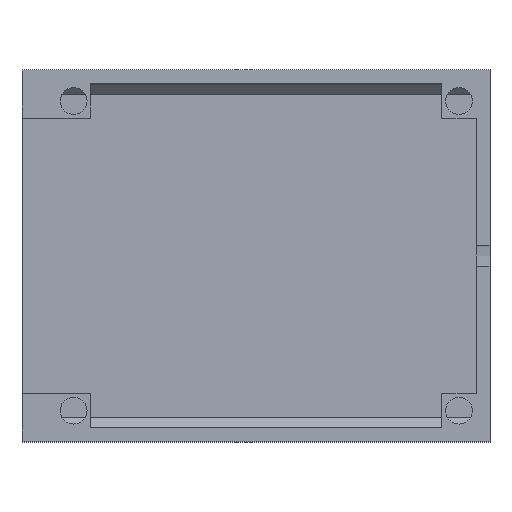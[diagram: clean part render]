
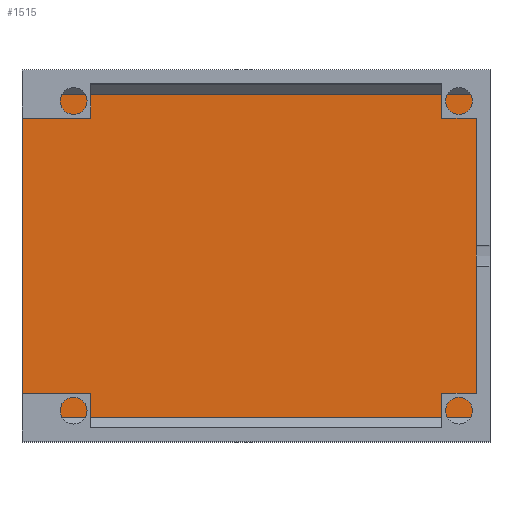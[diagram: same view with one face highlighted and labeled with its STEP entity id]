
A CAD part, top view. The second image highlights one B-rep face of the part: STEP entity #1515.
In plain terms, the highlighted planar face has unit normal (0, 0, 1).
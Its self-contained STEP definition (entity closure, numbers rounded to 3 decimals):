
#747=CARTESIAN_POINT('Vertex',(32.,25.,2.)) ;
#750=CARTESIAN_POINT('Line Origine',(32.,0.,2.)) ;
#754=CARTESIAN_POINT('Vertex',(32.,-25.,2.)) ;
#1440=CARTESIAN_POINT('Vertex',(-34.,20.,2.)) ;
#1443=CARTESIAN_POINT('Line Origine',(-31.5,20.,2.)) ;
#1447=CARTESIAN_POINT('Vertex',(-29.,20.,2.)) ;
#1462=CARTESIAN_POINT('Axis2P3D Location',(0.,0.,2.)) ;
#1467=CARTESIAN_POINT('Line Origine',(1.5,-25.,2.)) ;
#1471=CARTESIAN_POINT('Vertex',(-29.,-25.,2.)) ;
#1474=CARTESIAN_POINT('Line Origine',(1.5,25.,2.)) ;
#1478=CARTESIAN_POINT('Vertex',(-29.,25.,2.)) ;
#1481=CARTESIAN_POINT('Line Origine',(-29.,22.5,2.)) ;
#1486=CARTESIAN_POINT('Line Origine',(-34.,0.,2.)) ;
#1490=CARTESIAN_POINT('Vertex',(-34.,-20.,2.)) ;
#1493=CARTESIAN_POINT('Line Origine',(-31.5,-20.,2.)) ;
#1497=CARTESIAN_POINT('Vertex',(-29.,-20.,2.)) ;
#1500=CARTESIAN_POINT('Line Origine',(-29.,-22.5,2.)) ;
#751=DIRECTION('Vector Direction',(0.,-1.,0.)) ;
#1444=DIRECTION('Vector Direction',(-1.,0.,0.)) ;
#1463=DIRECTION('Axis2P3D Direction',(0.,0.,1.)) ;
#1464=DIRECTION('Axis2P3D XDirection',(1.,0.,0.)) ;
#1468=DIRECTION('Vector Direction',(1.,0.,0.)) ;
#1475=DIRECTION('Vector Direction',(1.,0.,0.)) ;
#1482=DIRECTION('Vector Direction',(0.,-1.,0.)) ;
#1487=DIRECTION('Vector Direction',(0.,1.,0.)) ;
#1494=DIRECTION('Vector Direction',(-1.,0.,0.)) ;
#1501=DIRECTION('Vector Direction',(0.,1.,0.)) ;
#1465=AXIS2_PLACEMENT_3D('Plane Axis2P3D',#1462,#1463,#1464) ;
#1506=ORIENTED_EDGE('',*,*,#1473,.T.) ;
#1507=ORIENTED_EDGE('',*,*,#756,.T.) ;
#1508=ORIENTED_EDGE('',*,*,#1480,.F.) ;
#1509=ORIENTED_EDGE('',*,*,#1485,.T.) ;
#1510=ORIENTED_EDGE('',*,*,#1449,.F.) ;
#1511=ORIENTED_EDGE('',*,*,#1492,.T.) ;
#1512=ORIENTED_EDGE('',*,*,#1499,.T.) ;
#1513=ORIENTED_EDGE('',*,*,#1504,.F.) ;
#752=VECTOR('Line Direction',#751,1.) ;
#1445=VECTOR('Line Direction',#1444,1.) ;
#1469=VECTOR('Line Direction',#1468,1.) ;
#1476=VECTOR('Line Direction',#1475,1.) ;
#1483=VECTOR('Line Direction',#1482,1.) ;
#1488=VECTOR('Line Direction',#1487,1.) ;
#1495=VECTOR('Line Direction',#1494,1.) ;
#1502=VECTOR('Line Direction',#1501,1.) ;
#1515=ADVANCED_FACE('\X2\96F64EF651E04F554F53\X0\',(#1514),#1466,.T.) ;
#756=EDGE_CURVE('',#755,#748,#753,.F.) ;
#1449=EDGE_CURVE('',#1441,#1448,#1446,.F.) ;
#1473=EDGE_CURVE('',#1472,#755,#1470,.T.) ;
#1480=EDGE_CURVE('',#1479,#748,#1477,.T.) ;
#1485=EDGE_CURVE('',#1479,#1448,#1484,.T.) ;
#1492=EDGE_CURVE('',#1441,#1491,#1489,.F.) ;
#1499=EDGE_CURVE('',#1491,#1498,#1496,.F.) ;
#1504=EDGE_CURVE('',#1472,#1498,#1503,.T.) ;
#1505=EDGE_LOOP('',(#1506,#1507,#1508,#1509,#1510,#1511,#1512,#1513)) ;
#1514=FACE_OUTER_BOUND('',#1505,.T.) ;
#753=LINE('Line',#750,#752) ;
#1446=LINE('Line',#1443,#1445) ;
#1470=LINE('Line',#1467,#1469) ;
#1477=LINE('Line',#1474,#1476) ;
#1484=LINE('Line',#1481,#1483) ;
#1489=LINE('Line',#1486,#1488) ;
#1496=LINE('Line',#1493,#1495) ;
#1503=LINE('Line',#1500,#1502) ;
#1466=PLANE('',#1465) ;
#748=VERTEX_POINT('',#747) ;
#755=VERTEX_POINT('',#754) ;
#1441=VERTEX_POINT('',#1440) ;
#1448=VERTEX_POINT('',#1447) ;
#1472=VERTEX_POINT('',#1471) ;
#1479=VERTEX_POINT('',#1478) ;
#1491=VERTEX_POINT('',#1490) ;
#1498=VERTEX_POINT('',#1497) ;
